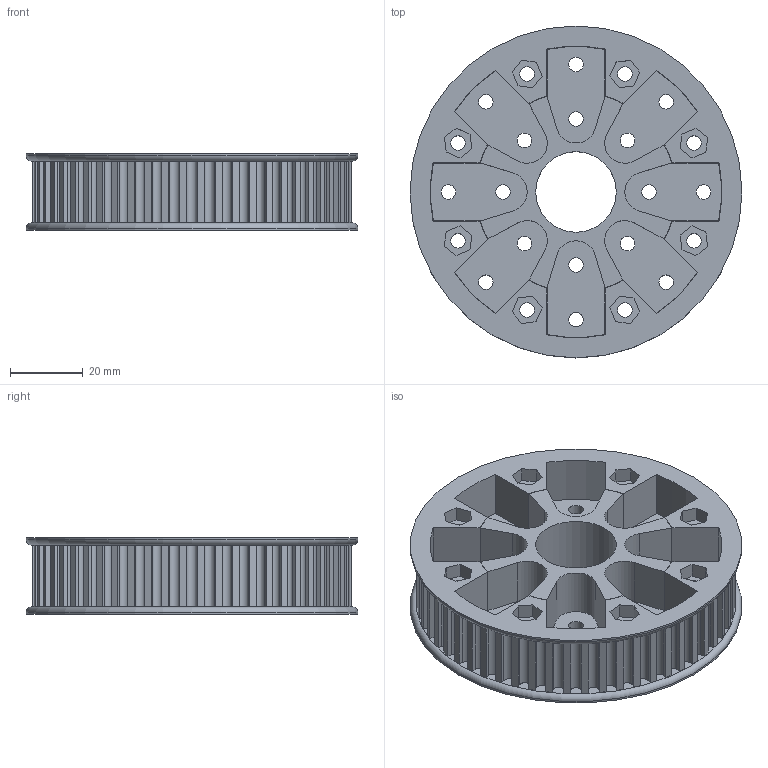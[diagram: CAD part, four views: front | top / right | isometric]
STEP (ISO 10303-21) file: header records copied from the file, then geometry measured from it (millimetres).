
FILE_DESCRIPTION(/* description */ (''),/* implementation_level */ '2;1');
FILE_NAME(/* name */ 'M5_Pulleys v19.step',/* time_stamp */ '2024-04-18T18:21:46+02:00',/* author */ (''),/* organization */ (''),/* preprocessor_version */ 'ST-DEVELOPER v20',/* originating_system */ 'Autodesk Translation Framework v12.20.1.177',/* authorisation */ '');
FILE_SCHEMA (('AUTOMOTIVE_DESIGN { 1 0 10303 214 3 1 1 }'));
Length unit declared in the file: millimetre
Products named in the file (3): M5_Pulleys; PulleyCoreS; Ring56
Assembly tree (2 placements, depth 2):
  M5_Pulleys
    PulleyCoreS
    Ring56
Bounding box: 91 x 91 x 21 mm (x, y, z)
Volume: 69710.3 mm3; surface area: 46992 mm2
Topology: 2 solids, 2 shells, 461 faces, 1339 edges, 892 vertices
Faces by surface type: plane 326, cylinder 133, torus 2
Full cylindrical faces by diameter (mm): 4 x40, 22.1 x1, 54.8 x1, 55 x1, 91 x2
Entity records: 15485 total; most frequent: CARTESIAN_POINT 2697, ORIENTED_EDGE 2678, DIRECTION 2605, EDGE_CURVE 1339, LINE 1005, VECTOR 1005, VERTEX_POINT 892, AXIS2_PLACEMENT_3D 800
